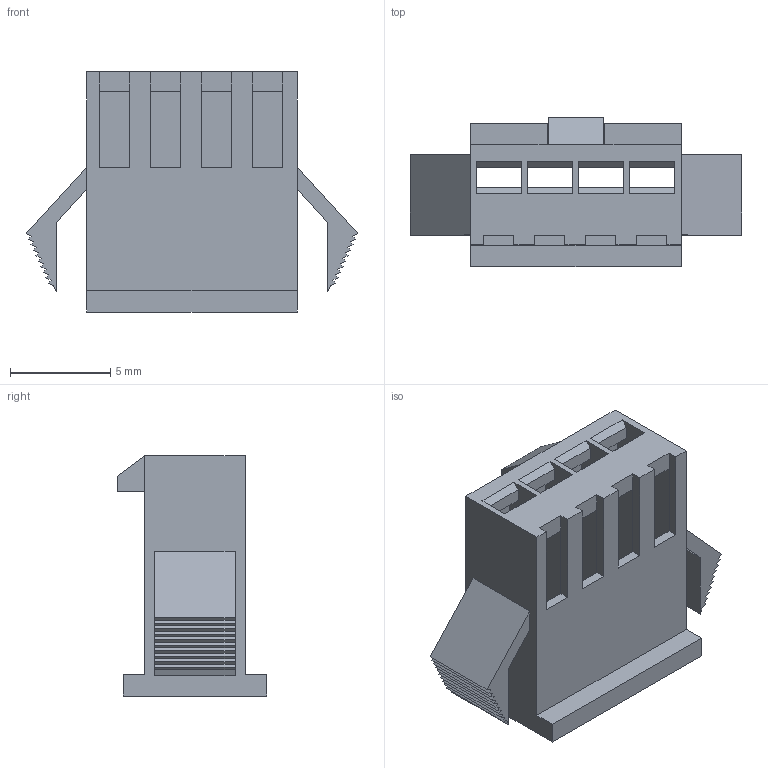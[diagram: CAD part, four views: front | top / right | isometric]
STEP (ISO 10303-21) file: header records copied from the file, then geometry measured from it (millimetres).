
FILE_DESCRIPTION((''),'2;1');
FILE_NAME('JST_SM2_54_4-PIN_MALE','2018-11-21T21:22:53',('cdl17'),(''),'CREO PARAMETRIC BY PTC INC, 2017110','CREO PARAMETRIC BY PTC INC, 2017110','');
FILE_SCHEMA(('CONFIG_CONTROL_DESIGN'));
Length unit declared in the file: millimetre
Products named in the file (1): JST_SM2_54_4-PIN_MALE
Bounding box: 16.52 x 7.43 x 11.95 mm (x, y, z)
Volume: 274.9 mm3; surface area: 1190 mm2
Topology: 1 solids, 1 shells, 125 faces, 377 edges, 248 vertices
Faces by surface type: plane 125
Entity records: 4201 total; most frequent: ORIENTED_EDGE 754, CARTESIAN_POINT 750, DIRECTION 627, VECTOR 377, LINE 377, EDGE_CURVE 377, VERTEX_POINT 248, EDGE_LOOP 135
